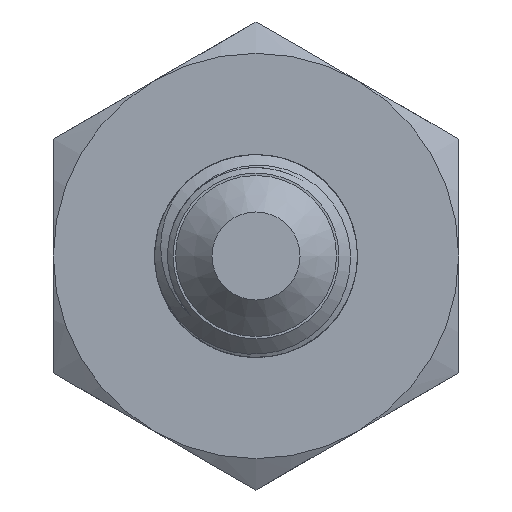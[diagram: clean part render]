
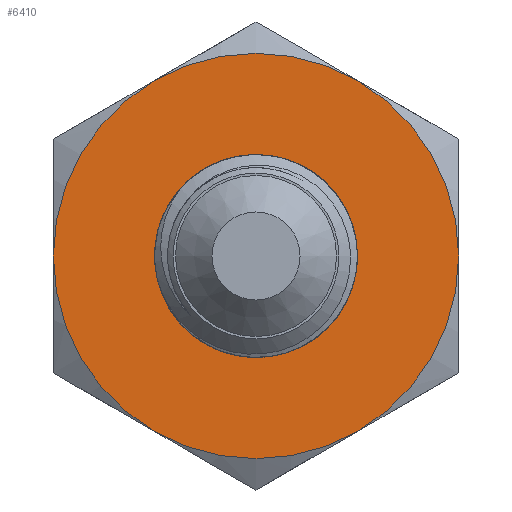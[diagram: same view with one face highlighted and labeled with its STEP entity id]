
A CAD part, left-side view. The second image highlights one B-rep face of the part: STEP entity #6410.
In plain terms, the highlighted planar face has unit normal (-1, 0, 0).
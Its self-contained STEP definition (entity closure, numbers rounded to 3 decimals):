
#359=FACE_BOUND('',#1139,.T.);
#398=PLANE('',#6595);
#746=FACE_OUTER_BOUND('',#1138,.T.);
#1138=EDGE_LOOP('',(#5901,#5902,#5903,#5904,#5905,#5906));
#1139=EDGE_LOOP('',(#5907));
#1208=CIRCLE('',#6554,11.);
#1209=CIRCLE('',#6556,11.);
#1210=CIRCLE('',#6558,11.);
#1211=CIRCLE('',#6560,11.);
#1212=CIRCLE('',#6562,11.);
#1213=CIRCLE('',#6564,11.);
#1224=CIRCLE('',#6594,5.5);
#3037=VERTEX_POINT('',#16633);
#3038=VERTEX_POINT('',#16637);
#3040=VERTEX_POINT('',#16644);
#3042=VERTEX_POINT('',#16654);
#3044=VERTEX_POINT('',#16667);
#3046=VERTEX_POINT('',#16677);
#3063=VERTEX_POINT('',#17317);
#3970=EDGE_CURVE('',#3037,#3038,#1208,.T.);
#3973=EDGE_CURVE('',#3040,#3037,#1209,.T.);
#3976=EDGE_CURVE('',#3042,#3040,#1210,.T.);
#3978=EDGE_CURVE('',#3044,#3042,#1211,.T.);
#3981=EDGE_CURVE('',#3046,#3044,#1212,.T.);
#3984=EDGE_CURVE('',#3038,#3046,#1213,.T.);
#4021=EDGE_CURVE('',#3063,#3063,#1224,.T.);
#5901=ORIENTED_EDGE('',*,*,#3984,.T.);
#5902=ORIENTED_EDGE('',*,*,#3981,.T.);
#5903=ORIENTED_EDGE('',*,*,#3978,.T.);
#5904=ORIENTED_EDGE('',*,*,#3976,.T.);
#5905=ORIENTED_EDGE('',*,*,#3973,.T.);
#5906=ORIENTED_EDGE('',*,*,#3970,.T.);
#5907=ORIENTED_EDGE('',*,*,#4021,.T.);
#6410=ADVANCED_FACE('',(#746,#359),#398,.T.);
#6554=AXIS2_PLACEMENT_3D('',#16641,#7135,#7136);
#6556=AXIS2_PLACEMENT_3D('',#16651,#7139,#7140);
#6558=AXIS2_PLACEMENT_3D('',#16661,#7143,#7144);
#6560=AXIS2_PLACEMENT_3D('',#16668,#7147,#7148);
#6562=AXIS2_PLACEMENT_3D('',#16678,#7151,#7152);
#6564=AXIS2_PLACEMENT_3D('',#16687,#7155,#7156);
#6594=AXIS2_PLACEMENT_3D('',#17319,#7224,#7225);
#6595=AXIS2_PLACEMENT_3D('',#17320,#7226,#7227);
#7135=DIRECTION('center_axis',(-1.,0.,0.));
#7136=DIRECTION('ref_axis',(0.,1.,0.));
#7139=DIRECTION('center_axis',(-1.,0.,0.));
#7140=DIRECTION('ref_axis',(0.,1.,0.));
#7143=DIRECTION('center_axis',(-1.,0.,0.));
#7144=DIRECTION('ref_axis',(0.,1.,0.));
#7147=DIRECTION('center_axis',(-1.,0.,0.));
#7148=DIRECTION('ref_axis',(0.,1.,0.));
#7151=DIRECTION('center_axis',(-1.,0.,0.));
#7152=DIRECTION('ref_axis',(0.,1.,0.));
#7155=DIRECTION('center_axis',(-1.,0.,0.));
#7156=DIRECTION('ref_axis',(0.,1.,0.));
#7224=DIRECTION('center_axis',(1.,0.,0.));
#7225=DIRECTION('ref_axis',(0.,0.,-1.));
#7226=DIRECTION('center_axis',(-1.,0.,0.));
#7227=DIRECTION('ref_axis',(0.,0.,1.));
#16633=CARTESIAN_POINT('',(-36.7,11.,0.));
#16637=CARTESIAN_POINT('',(-36.7,5.5,-9.526));
#16641=CARTESIAN_POINT('Origin',(-36.7,0.,0.));
#16644=CARTESIAN_POINT('',(-36.7,5.5,9.526));
#16651=CARTESIAN_POINT('Origin',(-36.7,0.,0.));
#16654=CARTESIAN_POINT('',(-36.7,-5.5,9.526));
#16661=CARTESIAN_POINT('Origin',(-36.7,0.,0.));
#16667=CARTESIAN_POINT('',(-36.7,-11.,0.));
#16668=CARTESIAN_POINT('Origin',(-36.7,0.,0.));
#16677=CARTESIAN_POINT('',(-36.7,-5.5,-9.526));
#16678=CARTESIAN_POINT('Origin',(-36.7,0.,0.));
#16687=CARTESIAN_POINT('Origin',(-36.7,0.,0.));
#17317=CARTESIAN_POINT('',(-36.7,0.,5.5));
#17319=CARTESIAN_POINT('Origin',(-36.7,0.,0.));
#17320=CARTESIAN_POINT('Origin',(-36.7,11.,0.));
